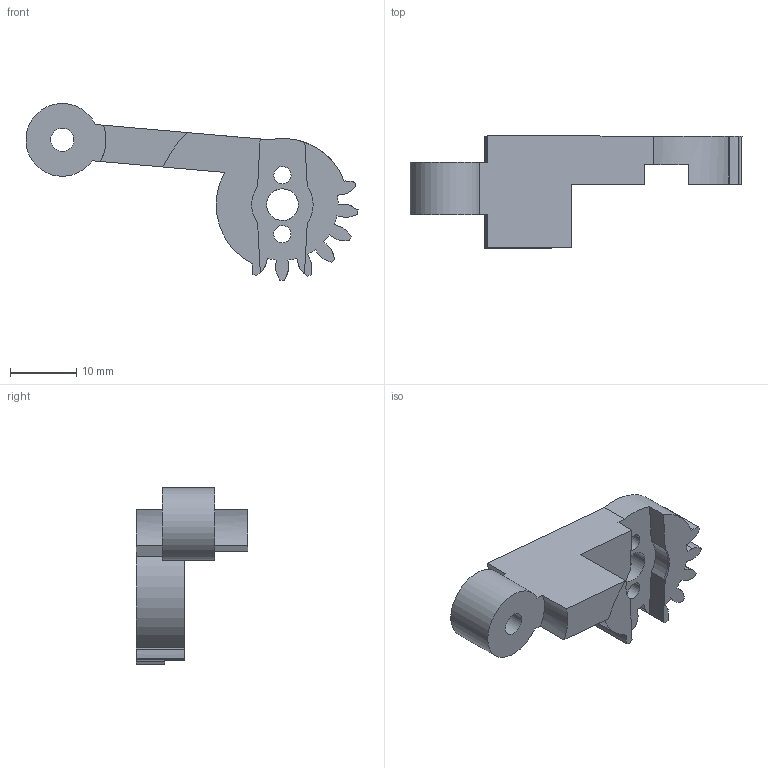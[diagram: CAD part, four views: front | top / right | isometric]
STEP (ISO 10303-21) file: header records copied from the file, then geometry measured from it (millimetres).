
FILE_DESCRIPTION((''),'2;1');
FILE_NAME('ZAHNRAD_RECHTS','2025-04-30T03:32:37',('ZOMBULLI'),('CARL ZEISS'),'CREO PARAMETRIC BY PTC INC, 2024014','CREO PARAMETRIC BY PTC INC, 2024014','');
FILE_SCHEMA(('AUTOMOTIVE_DESIGN { 1 0 10303 214 1 1 1 1 }'));
Length unit declared in the file: millimetre
Products named in the file (1): ZAHNRAD_RECHTS
Bounding box: 50.1 x 16.89 x 26.69 mm (x, y, z)
Volume: 3702.2 mm3; surface area: 2788.4 mm2
Topology: 1 solids, 1 shells, 91 faces, 287 edges, 198 vertices
Faces by surface type: plane 49, cylinder 26, extrusion 16
Entity records: 3624 total; most frequent: CARTESIAN_POINT 928, ORIENTED_EDGE 574, DIRECTION 493, EDGE_CURVE 287, VERTEX_POINT 198, VECTOR 197, LINE 181, AXIS2_PLACEMENT_3D 148
